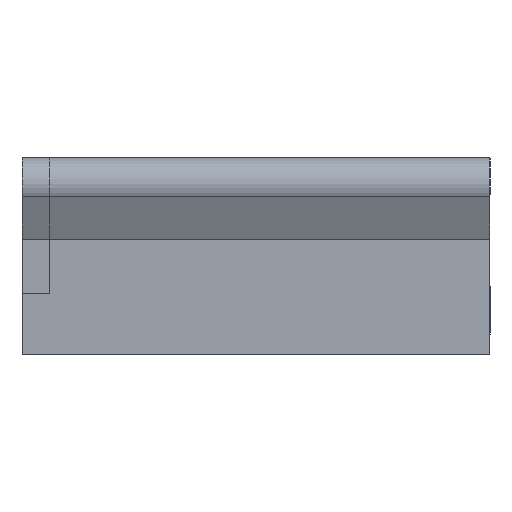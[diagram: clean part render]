
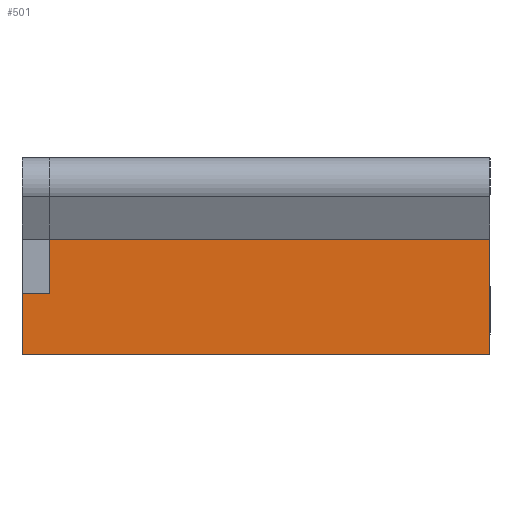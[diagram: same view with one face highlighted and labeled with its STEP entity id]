
A CAD part, left-side view. The second image highlights one B-rep face of the part: STEP entity #501.
In plain terms, the highlighted planar face has unit normal (-1, 0, 0).
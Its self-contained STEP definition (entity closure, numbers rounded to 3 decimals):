
#15 = DIRECTION ( 'NONE',  ( 0., 0., -1. ) ) ;
#33 = VERTEX_POINT ( 'NONE', #1062 ) ;
#57 = DIRECTION ( 'NONE',  ( 0., 1., 0. ) ) ;
#60 = ORIENTED_EDGE ( 'NONE', *, *, #190, .F. ) ;
#75 = VERTEX_POINT ( 'NONE', #1259 ) ;
#86 = CARTESIAN_POINT ( 'NONE',  ( -15., 44.908, 4. ) ) ;
#190 = EDGE_CURVE ( 'NONE', #699, #1442, #1515, .T. ) ;
#210 = VECTOR ( 'NONE', #1676, 1000. ) ;
#243 = PLANE ( 'NONE',  #1547 ) ;
#272 = EDGE_LOOP ( 'NONE', ( #1226, #60, #2003, #628, #1934, #2103 ) ) ;
#275 = DIRECTION ( 'NONE',  ( 0., -1., 0. ) ) ;
#375 = EDGE_CURVE ( 'NONE', #75, #2012, #963, .T. ) ;
#415 = FACE_OUTER_BOUND ( 'NONE', #272, .T. ) ;
#460 = CARTESIAN_POINT ( 'NONE',  ( -15., 32.5, 4. ) ) ;
#472 = VECTOR ( 'NONE', #15, 1000. ) ;
#473 = LINE ( 'NONE', #86, #1181 ) ;
#485 = CARTESIAN_POINT ( 'NONE',  ( -15., 0., 10. ) ) ;
#501 = ADVANCED_FACE ( 'NONE', ( #415 ), #243, .F. ) ;
#596 = CARTESIAN_POINT ( 'NONE',  ( -15., 34.5, -4.5 ) ) ;
#628 = ORIENTED_EDGE ( 'NONE', *, *, #1279, .F. ) ;
#699 = VERTEX_POINT ( 'NONE', #1636 ) ;
#753 = EDGE_CURVE ( 'NONE', #964, #2012, #1082, .T. ) ;
#797 = DIRECTION ( 'NONE',  ( 0., 0., -1. ) ) ;
#822 = CARTESIAN_POINT ( 'NONE',  ( -15., 34.5, 10. ) ) ;
#880 = VECTOR ( 'NONE', #797, 1000. ) ;
#963 = LINE ( 'NONE', #1153, #210 ) ;
#964 = VERTEX_POINT ( 'NONE', #460 ) ;
#1062 = CARTESIAN_POINT ( 'NONE',  ( -15., 0., 4. ) ) ;
#1072 = VECTOR ( 'NONE', #1530, 1000. ) ;
#1082 = LINE ( 'NONE', #1790, #472 ) ;
#1153 = CARTESIAN_POINT ( 'NONE',  ( -15., 0., 0. ) ) ;
#1173 = LINE ( 'NONE', #485, #880 ) ;
#1176 = CARTESIAN_POINT ( 'NONE',  ( -15., 32.5, 0. ) ) ;
#1181 = VECTOR ( 'NONE', #275, 1000. ) ;
#1188 = DIRECTION ( 'NONE',  ( 0., -1., 0. ) ) ;
#1200 = DIRECTION ( 'NONE',  ( 1., 0., 0. ) ) ;
#1226 = ORIENTED_EDGE ( 'NONE', *, *, #1681, .T. ) ;
#1253 = EDGE_CURVE ( 'NONE', #33, #699, #1173, .T. ) ;
#1259 = CARTESIAN_POINT ( 'NONE',  ( -15., 34.5, 0. ) ) ;
#1279 = EDGE_CURVE ( 'NONE', #964, #33, #473, .T. ) ;
#1442 = VERTEX_POINT ( 'NONE', #596 ) ;
#1464 = VECTOR ( 'NONE', #57, 1000. ) ;
#1515 = LINE ( 'NONE', #1852, #1464 ) ;
#1530 = DIRECTION ( 'NONE',  ( 0., 0., -1. ) ) ;
#1547 = AXIS2_PLACEMENT_3D ( 'NONE', #1569, #1200, #1188 ) ;
#1569 = CARTESIAN_POINT ( 'NONE',  ( -15., 0., 10. ) ) ;
#1636 = CARTESIAN_POINT ( 'NONE',  ( -15., 0., -4.5 ) ) ;
#1676 = DIRECTION ( 'NONE',  ( 0., -1., 0. ) ) ;
#1681 = EDGE_CURVE ( 'NONE', #75, #1442, #1867, .T. ) ;
#1790 = CARTESIAN_POINT ( 'NONE',  ( -15., 32.5, 10. ) ) ;
#1852 = CARTESIAN_POINT ( 'NONE',  ( -15., 34.5, -4.5 ) ) ;
#1867 = LINE ( 'NONE', #822, #1072 ) ;
#1934 = ORIENTED_EDGE ( 'NONE', *, *, #753, .T. ) ;
#2003 = ORIENTED_EDGE ( 'NONE', *, *, #1253, .F. ) ;
#2012 = VERTEX_POINT ( 'NONE', #1176 ) ;
#2103 = ORIENTED_EDGE ( 'NONE', *, *, #375, .F. ) ;
